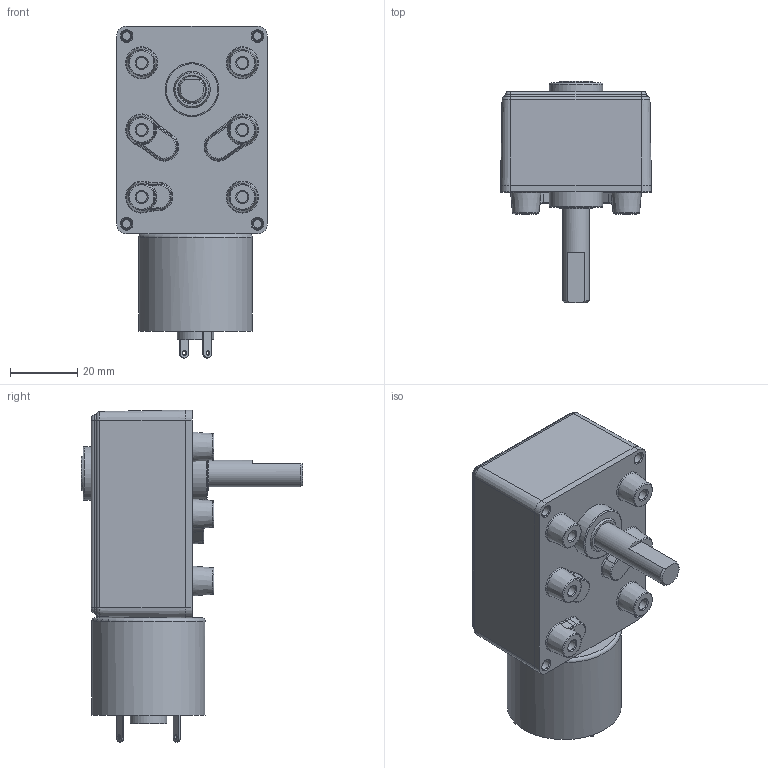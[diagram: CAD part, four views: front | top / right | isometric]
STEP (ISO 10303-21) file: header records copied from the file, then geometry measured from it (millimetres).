
FILE_DESCRIPTION((''),'2;1');
FILE_NAME('KWB+3429.stp','2019-04-17T14:55:04',('AHN'),(''),'Autodesk Inventor 2009','Autodesk Inventor 2009','');
FILE_SCHEMA(('AUTOMOTIVE_DESIGN { 1 0 10303 214 1 1 1 1 }'));
Length unit declared in the file: millimetre
Products named in the file (1): KWB+3448
Bounding box: 45 x 66 x 99 mm (x, y, z)
Volume: 113355.6 mm3; surface area: 18613.7 mm2
Topology: 1 solids, 9 shells, 272 faces, 549 edges, 324 vertices
Faces by surface type: plane 88, cylinder 66, bspline 47, cone 43, torus 28
Full cylindrical faces by diameter (mm): 1.3 x2, 2.5 x4, 3.2 x5, 3.3 x6, 3.43 x1, 4.2 x4, 8 x2, 9 x1, 9.05 x1, 10.9 x2, 11 x2, 14 x2, 14.5 x2, 16 x1, 34 x1
Entity records: 9332 total; most frequent: CARTESIAN_POINT 4075, DIRECTION 1115, ORIENTED_EDGE 912, AXIS2_PLACEMENT_3D 490, EDGE_CURVE 456, EDGE_LOOP 395, VERTEX_POINT 313, FACE_OUTER_BOUND 272
